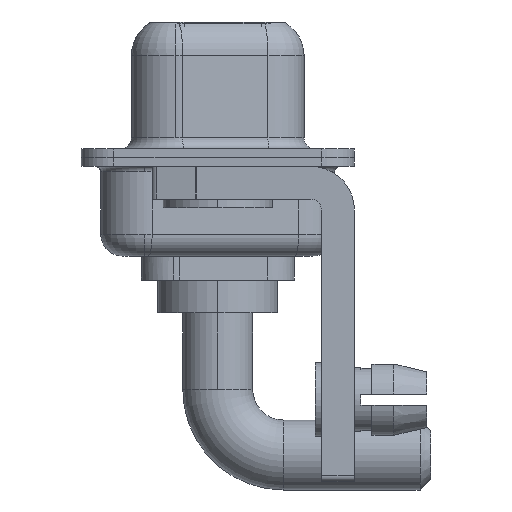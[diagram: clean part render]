
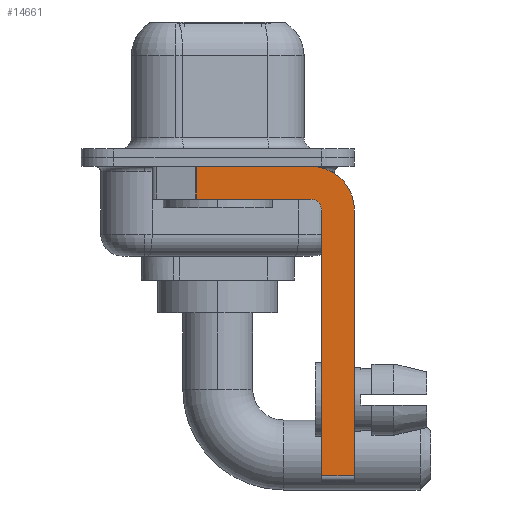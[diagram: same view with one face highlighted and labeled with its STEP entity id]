
A CAD part, left-side view. The second image highlights one B-rep face of the part: STEP entity #14661.
In plain terms, the highlighted planar face has unit normal (-1, 0, 0).
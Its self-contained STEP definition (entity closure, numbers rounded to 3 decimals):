
#319 = ORIENTED_EDGE ( 'NONE', *, *, #5673, .T. ) ;
#370 = VECTOR ( 'NONE', #11064, 1000. ) ;
#489 = CIRCLE ( 'NONE', #1470, 0.5 ) ;
#499 = VERTEX_POINT ( 'NONE', #12651 ) ;
#601 = VERTEX_POINT ( 'NONE', #10507 ) ;
#1179 = CARTESIAN_POINT ( 'NONE',  ( -2.9, -4.25, -2.4 ) ) ;
#1470 = AXIS2_PLACEMENT_3D ( 'NONE', #1179, #4777, #6999 ) ;
#1524 = CARTESIAN_POINT ( 'NONE',  ( -2.9, -6.25, -2.4 ) ) ;
#1790 = CARTESIAN_POINT ( 'NONE',  ( -2.9, -4.25, -1.9 ) ) ;
#2447 = CARTESIAN_POINT ( 'NONE',  ( -2.9, -4.25, -1.9 ) ) ;
#2681 = DIRECTION ( 'NONE',  ( 0., -1., 0. ) ) ;
#2943 = VERTEX_POINT ( 'NONE', #4537 ) ;
#3018 = VERTEX_POINT ( 'NONE', #10730 ) ;
#3099 = VERTEX_POINT ( 'NONE', #13019 ) ;
#3126 = VECTOR ( 'NONE', #2681, 1000. ) ;
#3162 = DIRECTION ( 'NONE',  ( 0., 0., -1. ) ) ;
#3181 = PLANE ( 'NONE',  #8751 ) ;
#3380 = ORIENTED_EDGE ( 'NONE', *, *, #3676, .F. ) ;
#3676 = EDGE_CURVE ( 'NONE', #11336, #3018, #4074, .T. ) ;
#3760 = DIRECTION ( 'NONE',  ( 0., 0., -1. ) ) ;
#4074 = LINE ( 'NONE', #1790, #7723 ) ;
#4103 = DIRECTION ( 'NONE',  ( 0., 0., -1. ) ) ;
#4181 = FACE_OUTER_BOUND ( 'NONE', #13942, .T. ) ;
#4254 = CARTESIAN_POINT ( 'NONE',  ( -2.9, -4.25, -2.4 ) ) ;
#4421 = LINE ( 'NONE', #11286, #370 ) ;
#4463 = ORIENTED_EDGE ( 'NONE', *, *, #5423, .F. ) ;
#4537 = CARTESIAN_POINT ( 'NONE',  ( -2.9, 0.978, -0.4 ) ) ;
#4777 = DIRECTION ( 'NONE',  ( -1., 0., 0. ) ) ;
#4883 = DIRECTION ( 'NONE',  ( 0., 1., 0. ) ) ;
#5415 = EDGE_CURVE ( 'NONE', #12524, #9671, #9262, .T. ) ;
#5423 = EDGE_CURVE ( 'NONE', #601, #11336, #489, .T. ) ;
#5673 = EDGE_CURVE ( 'NONE', #2943, #3018, #13544, .T. ) ;
#6882 = CARTESIAN_POINT ( 'NONE',  ( -2.9, -4.25, -0.4 ) ) ;
#6999 = DIRECTION ( 'NONE',  ( 0., 0., 1. ) ) ;
#7081 = CARTESIAN_POINT ( 'NONE',  ( -2.9, -4.25, -2.4 ) ) ;
#7159 = DIRECTION ( 'NONE',  ( 1., 0., 0. ) ) ;
#7350 = CARTESIAN_POINT ( 'NONE',  ( -2.9, 3., -0.4 ) ) ;
#7723 = VECTOR ( 'NONE', #4883, 1000. ) ;
#8751 = AXIS2_PLACEMENT_3D ( 'NONE', #4254, #13492, #4103 ) ;
#8979 = ORIENTED_EDGE ( 'NONE', *, *, #13892, .F. ) ;
#9262 = CIRCLE ( 'NONE', #10231, 2. ) ;
#9671 = VERTEX_POINT ( 'NONE', #1524 ) ;
#9781 = CARTESIAN_POINT ( 'NONE',  ( -2.9, -6.25, -2.4 ) ) ;
#9890 = EDGE_CURVE ( 'NONE', #3099, #499, #4421, .T. ) ;
#9927 = ORIENTED_EDGE ( 'NONE', *, *, #9890, .T. ) ;
#10231 = AXIS2_PLACEMENT_3D ( 'NONE', #7081, #7159, #11735 ) ;
#10507 = CARTESIAN_POINT ( 'NONE',  ( -2.9, -4.75, -2.4 ) ) ;
#10730 = CARTESIAN_POINT ( 'NONE',  ( -2.9, 0.978, -1.9 ) ) ;
#11001 = VECTOR ( 'NONE', #3162, 1000. ) ;
#11064 = DIRECTION ( 'NONE',  ( 0., -1., 0. ) ) ;
#11286 = CARTESIAN_POINT ( 'NONE',  ( -2.9, -4.25, -14.55 ) ) ;
#11336 = VERTEX_POINT ( 'NONE', #2447 ) ;
#11735 = DIRECTION ( 'NONE',  ( 0., 0., -1. ) ) ;
#11860 = LINE ( 'NONE', #9781, #15066 ) ;
#11919 = LINE ( 'NONE', #7350, #3126 ) ;
#12133 = EDGE_CURVE ( 'NONE', #9671, #499, #11860, .T. ) ;
#12524 = VERTEX_POINT ( 'NONE', #6882 ) ;
#12605 = CARTESIAN_POINT ( 'NONE',  ( -2.9, -4.75, -14.8 ) ) ;
#12651 = CARTESIAN_POINT ( 'NONE',  ( -2.9, -6.25, -14.55 ) ) ;
#12734 = ORIENTED_EDGE ( 'NONE', *, *, #5415, .F. ) ;
#12755 = DIRECTION ( 'NONE',  ( 0., 0., 1. ) ) ;
#12887 = ORIENTED_EDGE ( 'NONE', *, *, #14054, .F. ) ;
#13019 = CARTESIAN_POINT ( 'NONE',  ( -2.9, -4.75, -14.55 ) ) ;
#13473 = CARTESIAN_POINT ( 'NONE',  ( -2.9, 0.978, -1.9 ) ) ;
#13492 = DIRECTION ( 'NONE',  ( 1., 0., 0. ) ) ;
#13544 = LINE ( 'NONE', #13473, #11001 ) ;
#13892 = EDGE_CURVE ( 'NONE', #3099, #601, #14121, .T. ) ;
#13942 = EDGE_LOOP ( 'NONE', ( #12887, #319, #3380, #4463, #8979, #9927, #14044, #12734 ) ) ;
#14044 = ORIENTED_EDGE ( 'NONE', *, *, #12133, .F. ) ;
#14054 = EDGE_CURVE ( 'NONE', #2943, #12524, #11919, .T. ) ;
#14121 = LINE ( 'NONE', #12605, #14587 ) ;
#14587 = VECTOR ( 'NONE', #12755, 1000. ) ;
#14661 = ADVANCED_FACE ( 'NONE', ( #4181 ), #3181, .F. ) ;
#15066 = VECTOR ( 'NONE', #3760, 1000. ) ;
